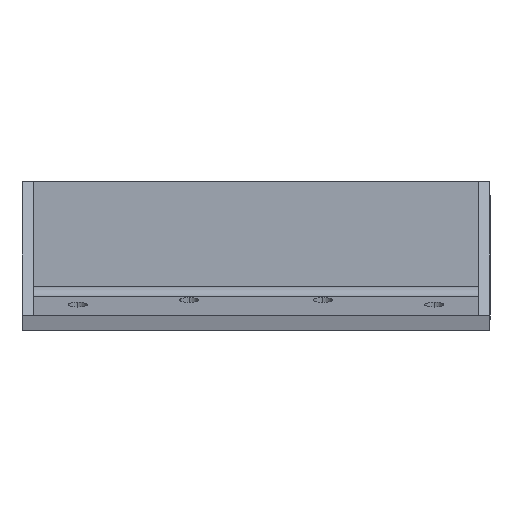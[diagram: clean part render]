
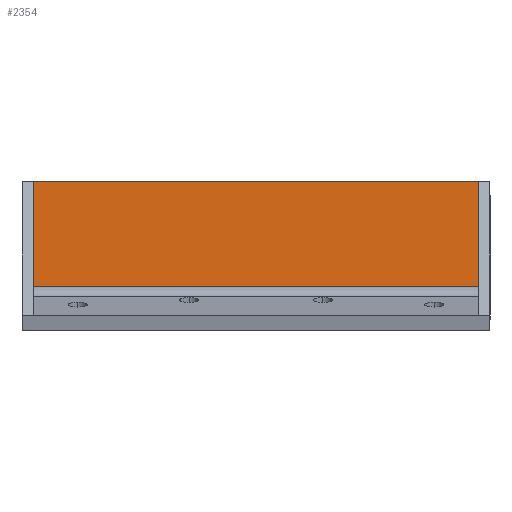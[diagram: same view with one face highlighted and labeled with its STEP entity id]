
A CAD part, top view. The second image highlights one B-rep face of the part: STEP entity #2354.
In plain terms, the highlighted planar face has unit normal (0, 0, 1).
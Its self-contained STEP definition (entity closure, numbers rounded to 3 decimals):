
#202 = VECTOR ( 'NONE', #2240, 1000. ) ;
#249 = EDGE_LOOP ( 'NONE', ( #1540, #850, #898, #2487 ) ) ;
#254 = LINE ( 'NONE', #2608, #202 ) ;
#325 = CARTESIAN_POINT ( 'NONE',  ( 153., -16.892, 57. ) ) ;
#434 = CARTESIAN_POINT ( 'NONE',  ( -52., -241.07, 57. ) ) ;
#435 = EDGE_CURVE ( 'NONE', #2549, #1764, #1164, .T. ) ;
#462 = DIRECTION ( 'NONE',  ( 1., 0., 0. ) ) ;
#517 = CARTESIAN_POINT ( 'NONE',  ( -52., 30., 57. ) ) ;
#534 = EDGE_CURVE ( 'NONE', #2549, #881, #2488, .T. ) ;
#613 = DIRECTION ( 'NONE',  ( 1., 0., 0. ) ) ;
#814 = VECTOR ( 'NONE', #1626, 1000. ) ;
#850 = ORIENTED_EDGE ( 'NONE', *, *, #2652, .T. ) ;
#881 = VERTEX_POINT ( 'NONE', #1192 ) ;
#898 = ORIENTED_EDGE ( 'NONE', *, *, #1773, .T. ) ;
#1144 = VECTOR ( 'NONE', #613, 1000. ) ;
#1164 = LINE ( 'NONE', #517, #2032 ) ;
#1192 = CARTESIAN_POINT ( 'NONE',  ( -47., -16.892, 57. ) ) ;
#1467 = VERTEX_POINT ( 'NONE', #325 ) ;
#1507 = FACE_OUTER_BOUND ( 'NONE', #249, .T. ) ;
#1540 = ORIENTED_EDGE ( 'NONE', *, *, #534, .T. ) ;
#1626 = DIRECTION ( 'NONE',  ( 0., -1., 0. ) ) ;
#1764 = VERTEX_POINT ( 'NONE', #1767 ) ;
#1767 = CARTESIAN_POINT ( 'NONE',  ( 153., 30., 57. ) ) ;
#1773 = EDGE_CURVE ( 'NONE', #1467, #1764, #254, .T. ) ;
#1872 = CARTESIAN_POINT ( 'NONE',  ( -47., -20.728, 57. ) ) ;
#1899 = LINE ( 'NONE', #2534, #1144 ) ;
#2017 = CARTESIAN_POINT ( 'NONE',  ( -47., 30., 57. ) ) ;
#2032 = VECTOR ( 'NONE', #462, 1000. ) ;
#2152 = DIRECTION ( 'NONE',  ( 1., 0., 0. ) ) ;
#2240 = DIRECTION ( 'NONE',  ( 0., 1., 0. ) ) ;
#2354 = ADVANCED_FACE ( 'NONE', ( #1507 ), #2359, .T. ) ;
#2359 = PLANE ( 'NONE',  #2698 ) ;
#2487 = ORIENTED_EDGE ( 'NONE', *, *, #435, .F. ) ;
#2488 = LINE ( 'NONE', #1872, #814 ) ;
#2534 = CARTESIAN_POINT ( 'NONE',  ( 153., -16.892, 57. ) ) ;
#2549 = VERTEX_POINT ( 'NONE', #2017 ) ;
#2608 = CARTESIAN_POINT ( 'NONE',  ( 153., -20.728, 57. ) ) ;
#2652 = EDGE_CURVE ( 'NONE', #881, #1467, #1899, .T. ) ;
#2698 = AXIS2_PLACEMENT_3D ( 'NONE', #434, #2759, #2152 ) ;
#2759 = DIRECTION ( 'NONE',  ( 0., 0., 1. ) ) ;
